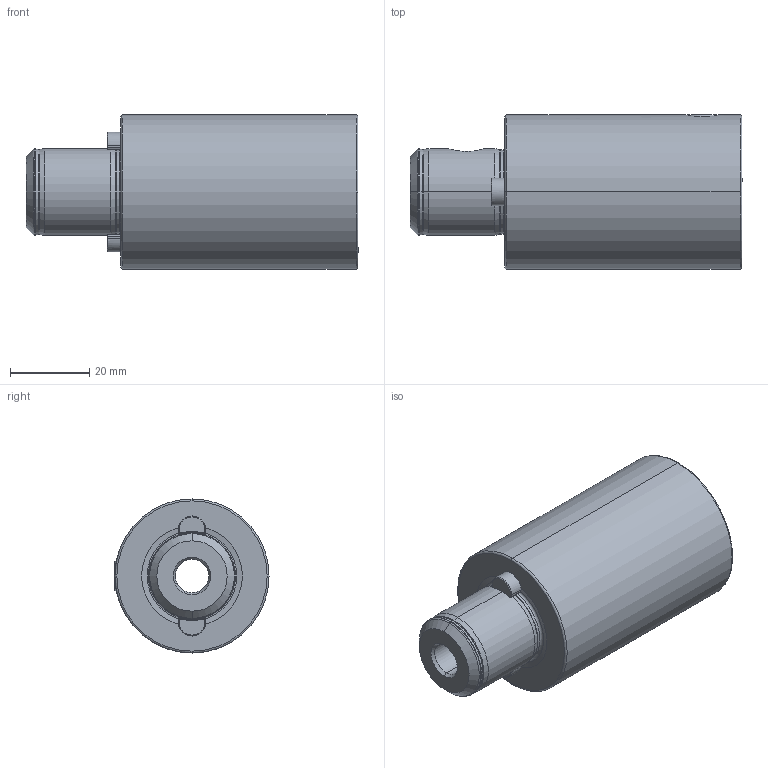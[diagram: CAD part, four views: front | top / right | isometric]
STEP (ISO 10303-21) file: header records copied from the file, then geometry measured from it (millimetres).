
FILE_DESCRIPTION (( 'STEP AP203' ), '1' );
FILE_NAME ('ST4-ST4.K01.060.STEP', '2016-02-12T10:48:58', ( 'SWIAdmin' ), ( 'Hewlett-Packard Company' ), 'SwSTEP 2.0', 'SolidWorks 2015', '' );
FILE_SCHEMA (( 'CONFIG_CONTROL_DESIGN' ));
Length unit declared in the file: millimetre
Products named in the file (5): ST4-ST4.K01.060_A; ST4-ER2.001.009_A; ST4-ST4.K01.060; DIN 3771 - 19x2; ST4-ER1.001.011_A
Assembly tree (5 placements, depth 2):
  ST4-ST4.K01.060
    ST4-ST4.K01.060_A
    ST4-ER1.001.011_A
    DIN 3771 - 19x2
    ST4-ER2.001.009_A  x2
Bounding box: 84 x 39 x 39 mm (x, y, z)
Volume: 67275.3 mm3; surface area: 15987.7 mm2
Topology: 5 solids, 5 shells, 154 faces, 354 edges, 204 vertices
Faces by surface type: cone 50, cylinder 43, torus 31, plane 26, bspline 4
Entity records: 4913 total; most frequent: CARTESIAN_POINT 1360, DIRECTION 686, ORIENTED_EDGE 602, EDGE_CURVE 301, AXIS2_PLACEMENT_3D 290, VERTEX_POINT 176, CIRCLE 153, EDGE_LOOP 141
